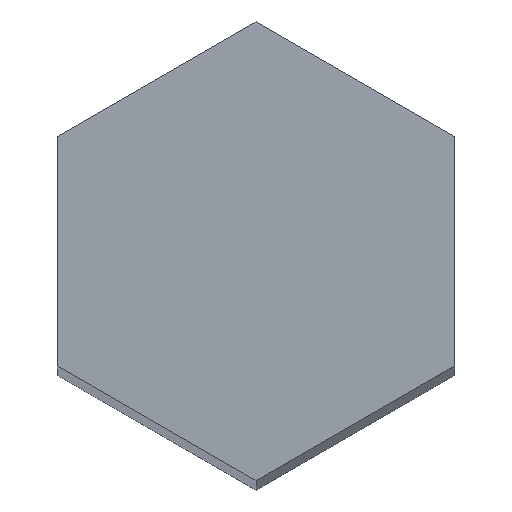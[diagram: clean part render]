
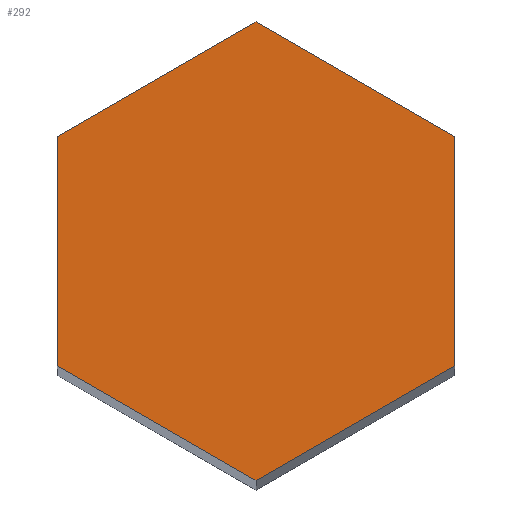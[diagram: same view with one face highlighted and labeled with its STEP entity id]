
A CAD part, top view. The second image highlights one B-rep face of the part: STEP entity #292.
In plain terms, the highlighted planar face has unit normal (0, 0, 1).
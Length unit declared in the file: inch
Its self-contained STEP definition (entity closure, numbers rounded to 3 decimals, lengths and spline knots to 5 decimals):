
#3 = CARTESIAN_POINT ( 'NONE',  ( -0.4375, -0.25259, 6. ) ) ;
#5 = ORIENTED_EDGE ( 'NONE', *, *, #246, .T. ) ;
#7 = VECTOR ( 'NONE', #64, 39.37008 ) ;
#8 = ORIENTED_EDGE ( 'NONE', *, *, #163, .T. ) ;
#9 = DIRECTION ( 'NONE',  ( -0.866, 0.5, 0. ) ) ;
#15 = FACE_OUTER_BOUND ( 'NONE', #127, .T. ) ;
#18 = LINE ( 'NONE', #218, #60 ) ;
#26 = DIRECTION ( 'NONE',  ( 0.866, -0.5, 0. ) ) ;
#41 = CARTESIAN_POINT ( 'NONE',  ( -0.4375, 0.25259, 6. ) ) ;
#47 = ORIENTED_EDGE ( 'NONE', *, *, #69, .T. ) ;
#60 = VECTOR ( 'NONE', #268, 39.37008 ) ;
#61 = DIRECTION ( 'NONE',  ( -0.866, -0.5, 0. ) ) ;
#64 = DIRECTION ( 'NONE',  ( 0.866, 0.5, 0. ) ) ;
#69 = EDGE_CURVE ( 'NONE', #151, #245, #277, .T. ) ;
#71 = VERTEX_POINT ( 'NONE', #41 ) ;
#72 = VECTOR ( 'NONE', #9, 39.37008 ) ;
#74 = PLANE ( 'NONE',  #180 ) ;
#82 = VECTOR ( 'NONE', #61, 39.37008 ) ;
#86 = CARTESIAN_POINT ( 'NONE',  ( 0., 0.50518, 6. ) ) ;
#112 = CARTESIAN_POINT ( 'NONE',  ( 0.4375, 0.25259, 6. ) ) ;
#114 = VERTEX_POINT ( 'NONE', #131 ) ;
#117 = VERTEX_POINT ( 'NONE', #86 ) ;
#119 = ORIENTED_EDGE ( 'NONE', *, *, #227, .T. ) ;
#127 = EDGE_LOOP ( 'NONE', ( #188, #5, #205, #8, #119, #47 ) ) ;
#131 = CARTESIAN_POINT ( 'NONE',  ( 0., -0.50518, 6. ) ) ;
#134 = CARTESIAN_POINT ( 'NONE',  ( 0., 0.50518, 6. ) ) ;
#136 = LINE ( 'NONE', #112, #72 ) ;
#139 = CARTESIAN_POINT ( 'NONE',  ( 0.4375, -0.25259, 6. ) ) ;
#148 = LINE ( 'NONE', #134, #82 ) ;
#151 = VERTEX_POINT ( 'NONE', #139 ) ;
#156 = CARTESIAN_POINT ( 'NONE',  ( 0.4375, 0.25259, 6. ) ) ;
#159 = CARTESIAN_POINT ( 'NONE',  ( 0., -0.50518, 6. ) ) ;
#160 = CARTESIAN_POINT ( 'NONE',  ( -0.4375, -0.25259, 6. ) ) ;
#163 = EDGE_CURVE ( 'NONE', #219, #114, #264, .T. ) ;
#180 = AXIS2_PLACEMENT_3D ( 'NONE', #244, #299, #189 ) ;
#188 = ORIENTED_EDGE ( 'NONE', *, *, #252, .T. ) ;
#189 = DIRECTION ( 'NONE',  ( 1., 0., 0. ) ) ;
#205 = ORIENTED_EDGE ( 'NONE', *, *, #300, .T. ) ;
#208 = VECTOR ( 'NONE', #253, 39.37008 ) ;
#218 = CARTESIAN_POINT ( 'NONE',  ( -0.4375, 0.25259, 6. ) ) ;
#219 = VERTEX_POINT ( 'NONE', #3 ) ;
#224 = CARTESIAN_POINT ( 'NONE',  ( 0.4375, -0.25259, 6. ) ) ;
#227 = EDGE_CURVE ( 'NONE', #114, #151, #265, .T. ) ;
#244 = CARTESIAN_POINT ( 'NONE',  ( 0., 0., 6. ) ) ;
#245 = VERTEX_POINT ( 'NONE', #156 ) ;
#246 = EDGE_CURVE ( 'NONE', #117, #71, #148, .T. ) ;
#252 = EDGE_CURVE ( 'NONE', #245, #117, #136, .T. ) ;
#253 = DIRECTION ( 'NONE',  ( 0., 1., 0. ) ) ;
#264 = LINE ( 'NONE', #160, #274 ) ;
#265 = LINE ( 'NONE', #159, #7 ) ;
#268 = DIRECTION ( 'NONE',  ( 0., -1., 0. ) ) ;
#274 = VECTOR ( 'NONE', #26, 39.37008 ) ;
#277 = LINE ( 'NONE', #224, #208 ) ;
#292 = ADVANCED_FACE ( 'NONE', ( #15 ), #74, .T. ) ;
#299 = DIRECTION ( 'NONE',  ( 0., 0., 1. ) ) ;
#300 = EDGE_CURVE ( 'NONE', #71, #219, #18, .T. ) ;
